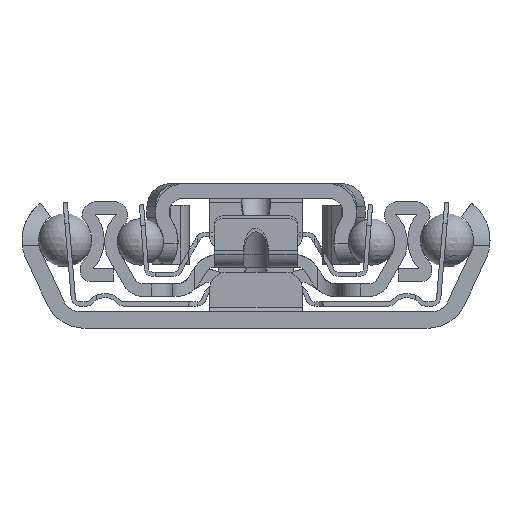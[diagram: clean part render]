
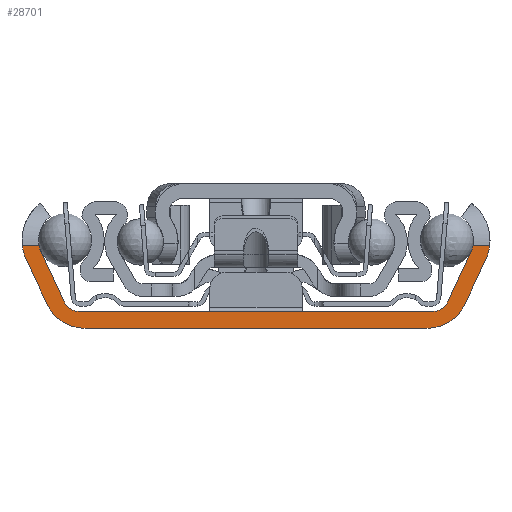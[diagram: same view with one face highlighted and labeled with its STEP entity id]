
A CAD part, left-side view. The second image highlights one B-rep face of the part: STEP entity #28701.
In plain terms, the highlighted planar face has unit normal (-1, 0, 0).
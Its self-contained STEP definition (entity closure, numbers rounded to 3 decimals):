
#509=PLANE('',#30678);
#1228=LINE('',#42655,#3931);
#1383=LINE('',#43953,#4086);
#1384=LINE('',#43968,#4087);
#1389=LINE('',#43981,#4092);
#1391=LINE('',#43988,#4094);
#1394=LINE('',#43997,#4097);
#1396=LINE('',#44004,#4099);
#1399=LINE('',#44011,#4102);
#3931=VECTOR('',#33558,10.);
#4086=VECTOR('',#34189,10.);
#4087=VECTOR('',#34194,10.);
#4092=VECTOR('',#34211,10.);
#4094=VECTOR('',#34219,10.);
#4097=VECTOR('',#34232,10.);
#4099=VECTOR('',#34240,10.);
#4102=VECTOR('',#34249,10.);
#7459=FACE_OUTER_BOUND('',#8975,.T.);
#8975=EDGE_LOOP('',(#20414,#20415,#20416,#20417,#20418,#20419,#20420,#20421,
#20422,#20423,#20424,#20425,#20426,#20427,#20428,#20429));
#10609=CIRCLE('',#30643,5.475);
#10618=CIRCLE('',#30654,3.5);
#10619=CIRCLE('',#30662,5.);
#10620=CIRCLE('',#30665,3.5);
#10621=CIRCLE('',#30668,2.);
#10622=CIRCLE('',#30670,2.);
#10623=CIRCLE('',#30673,5.475);
#10624=CIRCLE('',#30676,5.);
#12215=VERTEX_POINT('',#42653);
#12216=VERTEX_POINT('',#42654);
#12430=VERTEX_POINT('',#43877);
#12431=VERTEX_POINT('',#43892);
#12443=VERTEX_POINT('',#43922);
#12444=VERTEX_POINT('',#43933);
#12445=VERTEX_POINT('',#43937);
#12447=VERTEX_POINT('',#43956);
#12449=VERTEX_POINT('',#43975);
#12450=VERTEX_POINT('',#43976);
#12451=VERTEX_POINT('',#43983);
#12452=VERTEX_POINT('',#43987);
#12453=VERTEX_POINT('',#43993);
#12454=VERTEX_POINT('',#43999);
#12455=VERTEX_POINT('',#44003);
#12456=VERTEX_POINT('',#44007);
#15188=EDGE_CURVE('',#12215,#12216,#1228,.T.);
#15515=EDGE_CURVE('',#12430,#12431,#10609,.T.);
#15532=EDGE_CURVE('',#12443,#12444,#10618,.T.);
#15535=EDGE_CURVE('',#12445,#12443,#1383,.T.);
#15538=EDGE_CURVE('',#12447,#12430,#1384,.T.);
#15542=EDGE_CURVE('',#12449,#12450,#10619,.T.);
#15545=EDGE_CURVE('',#12431,#12449,#1389,.T.);
#15547=EDGE_CURVE('',#12451,#12447,#10620,.T.);
#15548=EDGE_CURVE('',#12452,#12451,#1391,.T.);
#15550=EDGE_CURVE('',#12216,#12452,#10621,.T.);
#15551=EDGE_CURVE('',#12453,#12215,#10622,.T.);
#15553=EDGE_CURVE('',#12444,#12453,#1394,.T.);
#15555=EDGE_CURVE('',#12454,#12445,#10623,.T.);
#15556=EDGE_CURVE('',#12455,#12454,#1396,.T.);
#15558=EDGE_CURVE('',#12456,#12455,#10624,.T.);
#15560=EDGE_CURVE('',#12450,#12456,#1399,.T.);
#20414=ORIENTED_EDGE('',*,*,#15538,.F.);
#20415=ORIENTED_EDGE('',*,*,#15547,.F.);
#20416=ORIENTED_EDGE('',*,*,#15548,.F.);
#20417=ORIENTED_EDGE('',*,*,#15550,.F.);
#20418=ORIENTED_EDGE('',*,*,#15188,.F.);
#20419=ORIENTED_EDGE('',*,*,#15551,.F.);
#20420=ORIENTED_EDGE('',*,*,#15553,.F.);
#20421=ORIENTED_EDGE('',*,*,#15532,.F.);
#20422=ORIENTED_EDGE('',*,*,#15535,.F.);
#20423=ORIENTED_EDGE('',*,*,#15555,.F.);
#20424=ORIENTED_EDGE('',*,*,#15556,.F.);
#20425=ORIENTED_EDGE('',*,*,#15558,.F.);
#20426=ORIENTED_EDGE('',*,*,#15560,.F.);
#20427=ORIENTED_EDGE('',*,*,#15542,.F.);
#20428=ORIENTED_EDGE('',*,*,#15545,.F.);
#20429=ORIENTED_EDGE('',*,*,#15515,.F.);
#28701=ADVANCED_FACE('',(#7459),#509,.F.);
#30643=AXIS2_PLACEMENT_3D('',#43893,#34155,#34156);
#30654=AXIS2_PLACEMENT_3D('',#43934,#34184,#34185);
#30662=AXIS2_PLACEMENT_3D('',#43977,#34205,#34206);
#30665=AXIS2_PLACEMENT_3D('',#43985,#34215,#34216);
#30668=AXIS2_PLACEMENT_3D('',#43991,#34223,#34224);
#30670=AXIS2_PLACEMENT_3D('',#43994,#34227,#34228);
#30673=AXIS2_PLACEMENT_3D('',#44001,#34236,#34237);
#30676=AXIS2_PLACEMENT_3D('',#44008,#34244,#34245);
#30678=AXIS2_PLACEMENT_3D('',#44012,#34250,#34251);
#33558=DIRECTION('',(0.,-1.,0.));
#34155=DIRECTION('center_axis',(1.,0.,0.));
#34156=DIRECTION('ref_axis',(0.,-0.595,0.804));
#34184=DIRECTION('center_axis',(-1.,0.,0.));
#34185=DIRECTION('ref_axis',(0.,-0.906,0.423));
#34189=DIRECTION('',(0.,-1.,0.));
#34194=DIRECTION('',(0.,-1.,0.));
#34205=DIRECTION('center_axis',(1.,0.,0.));
#34206=DIRECTION('ref_axis',(0.,-0.906,-0.423));
#34211=DIRECTION('',(0.,0.423,-0.906));
#34215=DIRECTION('center_axis',(-1.,0.,0.));
#34216=DIRECTION('ref_axis',(0.,0.593,-0.805));
#34219=DIRECTION('',(0.,-0.423,0.906));
#34223=DIRECTION('center_axis',(-1.,0.,0.));
#34224=DIRECTION('ref_axis',(0.,0.906,0.423));
#34227=DIRECTION('center_axis',(-1.,0.,0.));
#34228=DIRECTION('ref_axis',(0.,0.,1.));
#34232=DIRECTION('',(0.,-0.423,-0.906));
#34236=DIRECTION('center_axis',(1.,0.,0.));
#34237=DIRECTION('ref_axis',(0.,0.906,-0.423));
#34240=DIRECTION('',(0.,0.423,0.906));
#34244=DIRECTION('center_axis',(1.,0.,0.));
#34245=DIRECTION('ref_axis',(0.,0.,-1.));
#34249=DIRECTION('',(0.,1.,0.));
#34250=DIRECTION('center_axis',(1.,0.,0.));
#34251=DIRECTION('ref_axis',(0.,0.,-1.));
#42653=CARTESIAN_POINT('',(0.,21.049,2.));
#42654=CARTESIAN_POINT('',(0.,-21.049,2.));
#42655=CARTESIAN_POINT('',(0.,21.049,2.));
#43877=CARTESIAN_POINT('',(0.,-27.867,9.9));
#43892=CARTESIAN_POINT('',(0.,-27.387,8.186));
#43893=CARTESIAN_POINT('Origin',(0.,-22.425,10.5));
#43922=CARTESIAN_POINT('',(0.,25.873,9.9));
#43933=CARTESIAN_POINT('',(0.,25.597,9.021));
#43934=CARTESIAN_POINT('Origin',(0.,22.425,10.5));
#43937=CARTESIAN_POINT('',(0.,27.867,9.9));
#43953=CARTESIAN_POINT('',(0.,0.,9.9));
#43956=CARTESIAN_POINT('',(0.,-25.873,9.9));
#43968=CARTESIAN_POINT('',(0.,0.,9.9));
#43975=CARTESIAN_POINT('',(0.,-24.916,2.887));
#43976=CARTESIAN_POINT('',(0.,-20.384,0.));
#43977=CARTESIAN_POINT('Origin',(0.,-20.384,5.));
#43981=CARTESIAN_POINT('',(0.,-27.387,8.186));
#43983=CARTESIAN_POINT('',(0.,-25.597,9.021));
#43985=CARTESIAN_POINT('Origin',(0.,-22.425,10.5));
#43987=CARTESIAN_POINT('',(0.,-22.862,3.155));
#43988=CARTESIAN_POINT('',(0.,-22.862,3.155));
#43991=CARTESIAN_POINT('Origin',(0.,-21.049,4.));
#43993=CARTESIAN_POINT('',(0.,22.862,3.155));
#43994=CARTESIAN_POINT('Origin',(0.,21.049,4.));
#43997=CARTESIAN_POINT('',(0.,25.597,9.021));
#43999=CARTESIAN_POINT('',(0.,27.387,8.186));
#44001=CARTESIAN_POINT('Origin',(0.,22.425,10.5));
#44003=CARTESIAN_POINT('',(0.,24.916,2.887));
#44004=CARTESIAN_POINT('',(0.,24.916,2.887));
#44007=CARTESIAN_POINT('',(0.,20.384,0.));
#44008=CARTESIAN_POINT('Origin',(0.,20.384,5.));
#44011=CARTESIAN_POINT('',(0.,0.,0.));
#44012=CARTESIAN_POINT('Origin',(0.,0.,3.622));
